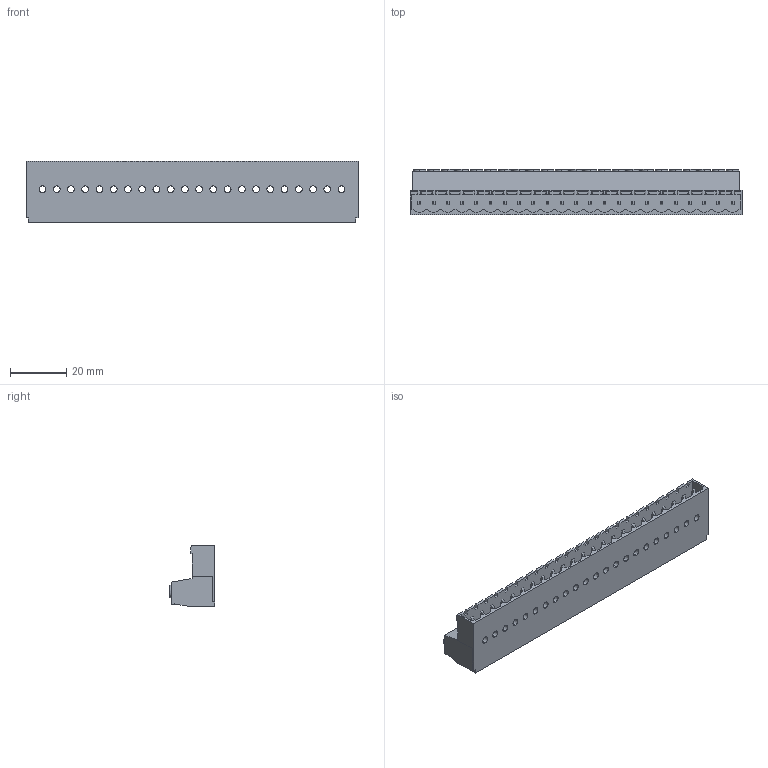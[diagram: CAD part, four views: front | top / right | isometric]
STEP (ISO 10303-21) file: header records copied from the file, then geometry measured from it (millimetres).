
FILE_DESCRIPTION (( 'STEP AP203' ), '1' );
FILE_NAME ('SOKETLI KABLO BIRLESIRICI KLEMENS - 5,08 MM KABLO BIRLESTIRICI ERKEK - 23 LI.STEP', '2018-09-12T08:38:36', ( 'user' ), ( '' ), 'SwSTEP 2.0', 'SolidWorks 2016', '' );
FILE_SCHEMA (( 'CONFIG_CONTROL_DESIGN' ));
Length unit declared in the file: millimetre
Products named in the file (1): SOKETLI KABLO BIRLESIRICI KLEMENS - 5,08 MM  KABLO BIRLESTIRICI ERKEK - 23 LI
Bounding box: 118.45 x 16.15 x 22 mm (x, y, z)
Volume: 19999.6 mm3; surface area: 16342.1 mm2
Topology: 1 solids, 1 shells, 854 faces, 2165 edges, 1428 vertices
Faces by surface type: plane 695, cylinder 159
Entity records: 25656 total; most frequent: CARTESIAN_POINT 4448, ORIENTED_EDGE 4330, DIRECTION 4285, EDGE_CURVE 2165, VECTOR 1755, LINE 1755, VERTEX_POINT 1428, AXIS2_PLACEMENT_3D 1265
